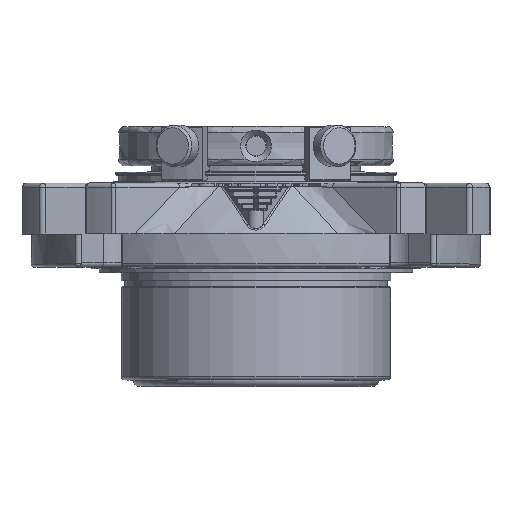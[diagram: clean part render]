
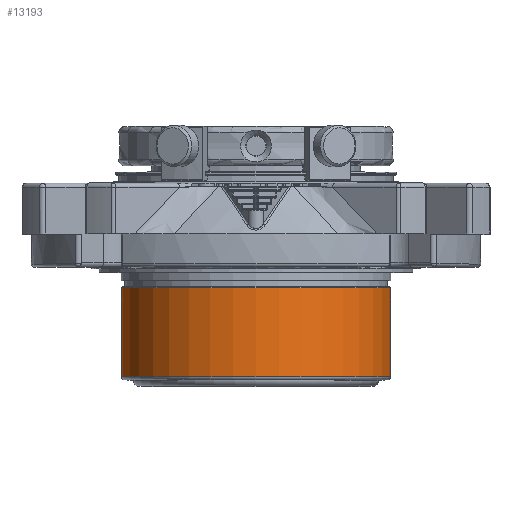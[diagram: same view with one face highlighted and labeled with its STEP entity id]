
A CAD part, top view. The second image highlights one B-rep face of the part: STEP entity #13193.
In plain terms, the highlighted cylindrical face has radius 32.677 mm (diameter 65.354 mm), a full revolution.
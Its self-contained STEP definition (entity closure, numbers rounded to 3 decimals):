
#4241=ORIENTED_EDGE('',*,*,#5583,.T.);
#4242=ORIENTED_EDGE('',*,*,#5586,.T.);
#5583=EDGE_CURVE('',#6421,#6421,#7028,.T.);
#5586=EDGE_CURVE('',#6424,#6424,#7031,.T.);
#6421=VERTEX_POINT('',#21725);
#6424=VERTEX_POINT('',#21733);
#7028=CIRCLE('',#14353,32.677);
#7031=CIRCLE('',#14358,32.677);
#7686=EDGE_LOOP('',(#4241));
#7687=EDGE_LOOP('',(#4242));
#8354=FACE_BOUND('',#7686,.T.);
#8355=FACE_BOUND('',#7687,.T.);
#8580=CYLINDRICAL_SURFACE('',#14359,32.677);
#13193=ADVANCED_FACE('',(#8354,#8355),#8580,.T.);
#14353=AXIS2_PLACEMENT_3D('',#21724,#17154,#17155);
#14358=AXIS2_PLACEMENT_3D('',#21732,#17164,#17165);
#14359=AXIS2_PLACEMENT_3D('',#21734,#17166,#17167);
#17154=DIRECTION('',(0.,1.,0.));
#17155=DIRECTION('',(0.,0.,1.));
#17164=DIRECTION('',(0.,-1.,0.));
#17165=DIRECTION('',(0.,0.,-1.));
#17166=DIRECTION('',(0.,1.,0.));
#17167=DIRECTION('',(0.,0.,1.));
#21724=CARTESIAN_POINT('',(0.,-24.714,0.));
#21725=CARTESIAN_POINT('',(0.,-24.714,32.677));
#21732=CARTESIAN_POINT('',(0.,-3.124,0.));
#21733=CARTESIAN_POINT('',(0.,-3.124,-32.677));
#21734=CARTESIAN_POINT('',(0.,34.524,0.));
